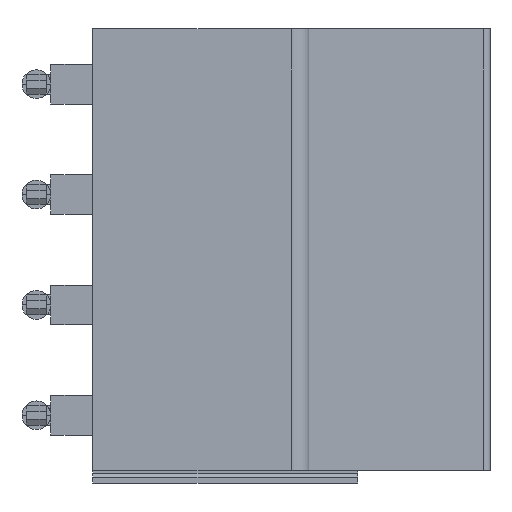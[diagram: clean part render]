
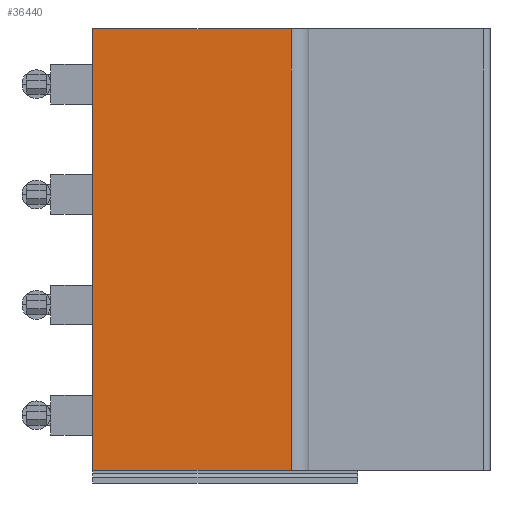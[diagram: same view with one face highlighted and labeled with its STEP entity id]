
A CAD part, front view. The second image highlights one B-rep face of the part: STEP entity #36440.
In plain terms, the highlighted face is planar.
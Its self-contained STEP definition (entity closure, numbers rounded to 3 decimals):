
#24730=CARTESIAN_POINT('',(-45.697,
   75.486,-12.5));
#24740=VERTEX_POINT('',#24730);
#25450=CARTESIAN_POINT('',(-45.697,
   84.486,-12.5));
#25460=VERTEX_POINT('',#25450);
#25490=CARTESIAN_POINT('',(-45.697,
   0.,-12.5));
#25500=DIRECTION('',(0.,-1.,
   0.));
#25510=VECTOR('',#25500,1.);
#25520=LINE('',#25490,#25510);
#25530=EDGE_CURVE('',#25460,#24740,#25520,.T.);
#36140=CARTESIAN_POINT('',(-45.697,
   80.656,-10.));
#36150=DIRECTION('',(-1.,0.,
   0.));
#36160=DIRECTION('',(0.,-1.,
   0.));
#36170=AXIS2_PLACEMENT_3D('',#36140,#36150,#36160);
#36180=PLANE('',#36170);
#36190=CARTESIAN_POINT('',(-45.697,
   0.,7.5));
#36200=DIRECTION('',(0.,-1.,
   0.));
#36210=VECTOR('',#36200,1.);
#36220=LINE('',#36190,#36210);
#36230=CARTESIAN_POINT('',(-45.697,
   84.486,7.5));
#36240=VERTEX_POINT('',#36230);
#36250=CARTESIAN_POINT('',(-45.697,
   75.486,7.5));
#36260=VERTEX_POINT('',#36250);
#36270=EDGE_CURVE('',#36240,#36260,#36220,.T.);
#36280=ORIENTED_EDGE('',*,*,#36270,.F.);
#36290=CARTESIAN_POINT('',(-45.697,
   75.486,0.));
#36300=DIRECTION('',(0.,0.,
   1.));
#36310=VECTOR('',#36300,1.);
#36320=LINE('',#36290,#36310);
#36330=EDGE_CURVE('',#24740,#36260,#36320,.T.);
#36340=ORIENTED_EDGE('',*,*,#36330,.T.);
#36350=ORIENTED_EDGE('',*,*,#25530,.T.);
#36360=CARTESIAN_POINT('',(-45.697,
   84.486,0.));
#36370=DIRECTION('',(0.,0.,
   1.));
#36380=VECTOR('',#36370,1.);
#36390=LINE('',#36360,#36380);
#36400=EDGE_CURVE('',#25460,#36240,#36390,.T.);
#36410=ORIENTED_EDGE('',*,*,#36400,.F.);
#36420=EDGE_LOOP('',(#36410,#36350,#36340,#36280));
#36430=FACE_OUTER_BOUND('',#36420,.T.);
#36440=ADVANCED_FACE('',(#36430),#36180,.T.);
